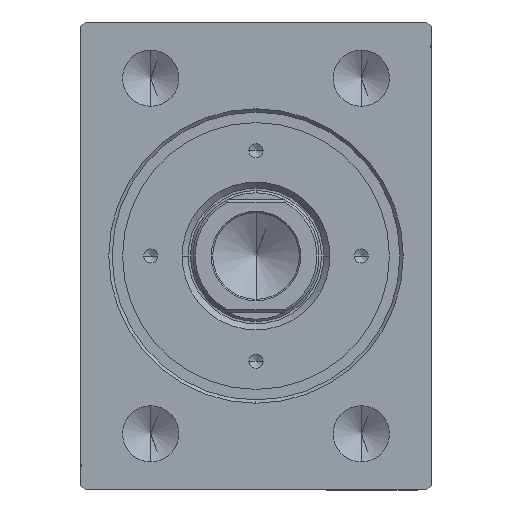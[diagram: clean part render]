
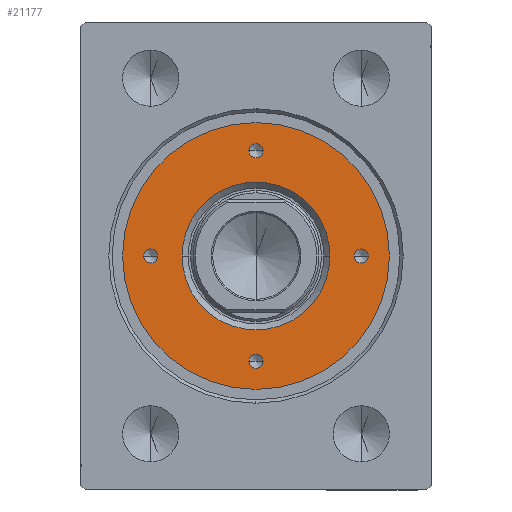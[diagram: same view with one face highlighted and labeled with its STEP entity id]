
A CAD part, left-side view. The second image highlights one B-rep face of the part: STEP entity #21177.
In plain terms, the highlighted face is planar.
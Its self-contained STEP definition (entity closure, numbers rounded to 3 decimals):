
#404 = DIRECTION ( 'NONE',  ( 1., 0., 0. ) ) ;
#688 = CARTESIAN_POINT ( 'NONE',  ( -1.5, -22.5, 83.8 ) ) ;
#993 = CIRCLE ( 'NONE', #5295, 1.5 ) ;
#1049 = CARTESIAN_POINT ( 'NONE',  ( -24., 0., 83.8 ) ) ;
#1305 = FACE_BOUND ( 'NONE', #22322, .T. ) ;
#1390 = EDGE_CURVE ( 'NONE', #40135, #10966, #38516, .T. ) ;
#1947 = AXIS2_PLACEMENT_3D ( 'NONE', #36450, #29780, #2167 ) ;
#2167 = DIRECTION ( 'NONE',  ( 1., 0., 0. ) ) ;
#2180 = CARTESIAN_POINT ( 'NONE',  ( -21., 0., 83.8 ) ) ;
#2191 = EDGE_CURVE ( 'NONE', #2208, #25171, #36396, .T. ) ;
#2208 = VERTEX_POINT ( 'NONE', #17559 ) ;
#3349 = AXIS2_PLACEMENT_3D ( 'NONE', #36290, #42766, #8917 ) ;
#3688 = CARTESIAN_POINT ( 'NONE',  ( 0., 0., 83.8 ) ) ;
#3745 = CARTESIAN_POINT ( 'NONE',  ( 0., 0., 83.8 ) ) ;
#4014 = DIRECTION ( 'NONE',  ( 0., 0., -1. ) ) ;
#4381 = CARTESIAN_POINT ( 'NONE',  ( -22.5, 0., 83.8 ) ) ;
#5289 = CIRCLE ( 'NONE', #16644, 1.5 ) ;
#5295 = AXIS2_PLACEMENT_3D ( 'NONE', #6782, #30617, #10573 ) ;
#5854 = ORIENTED_EDGE ( 'NONE', *, *, #33817, .T. ) ;
#6132 = EDGE_LOOP ( 'NONE', ( #5854, #27240 ) ) ;
#6782 = CARTESIAN_POINT ( 'NONE',  ( -22.5, 0., 83.8 ) ) ;
#6826 = CARTESIAN_POINT ( 'NONE',  ( 28.5, 0., 83.8 ) ) ;
#7538 = DIRECTION ( 'NONE',  ( 0., 0., 1. ) ) ;
#7920 = EDGE_CURVE ( 'NONE', #21889, #10990, #993, .T. ) ;
#8167 = DIRECTION ( 'NONE',  ( 0., 0., -1. ) ) ;
#8220 = FACE_BOUND ( 'NONE', #10339, .T. ) ;
#8917 = DIRECTION ( 'NONE',  ( 1., 0., 0. ) ) ;
#10235 = ORIENTED_EDGE ( 'NONE', *, *, #31728, .F. ) ;
#10339 = EDGE_LOOP ( 'NONE', ( #22979, #21448 ) ) ;
#10383 = CIRCLE ( 'NONE', #15363, 15.8 ) ;
#10573 = DIRECTION ( 'NONE',  ( 1., 0., 0. ) ) ;
#10966 = VERTEX_POINT ( 'NONE', #28235 ) ;
#10990 = VERTEX_POINT ( 'NONE', #1049 ) ;
#11075 = CARTESIAN_POINT ( 'NONE',  ( 0., 0., 83.8 ) ) ;
#12193 = AXIS2_PLACEMENT_3D ( 'NONE', #30253, #34260, #40721 ) ;
#12605 = VERTEX_POINT ( 'NONE', #25611 ) ;
#13692 = ORIENTED_EDGE ( 'NONE', *, *, #37618, .F. ) ;
#14282 = AXIS2_PLACEMENT_3D ( 'NONE', #16331, #29924, #43500 ) ;
#14402 = DIRECTION ( 'NONE',  ( 0., 0., 1. ) ) ;
#15363 = AXIS2_PLACEMENT_3D ( 'NONE', #37862, #4014, #20508 ) ;
#15453 = CIRCLE ( 'NONE', #28243, 1.5 ) ;
#15547 = EDGE_LOOP ( 'NONE', ( #17704, #30376 ) ) ;
#16000 = CIRCLE ( 'NONE', #37356, 1.5 ) ;
#16162 = CARTESIAN_POINT ( 'NONE',  ( -15.8, 0., 83.8 ) ) ;
#16229 = ORIENTED_EDGE ( 'NONE', *, *, #2191, .T. ) ;
#16318 = DIRECTION ( 'NONE',  ( 0., 0., 1. ) ) ;
#16331 = CARTESIAN_POINT ( 'NONE',  ( 0., 22.5, 83.8 ) ) ;
#16644 = AXIS2_PLACEMENT_3D ( 'NONE', #29850, #26726, #43426 ) ;
#16803 = AXIS2_PLACEMENT_3D ( 'NONE', #36819, #16318, #32400 ) ;
#17430 = EDGE_CURVE ( 'NONE', #29928, #42698, #10383, .T. ) ;
#17559 = CARTESIAN_POINT ( 'NONE',  ( -28.5, 0., 83.8 ) ) ;
#17704 = ORIENTED_EDGE ( 'NONE', *, *, #7920, .F. ) ;
#17917 = VERTEX_POINT ( 'NONE', #37262 ) ;
#18156 = AXIS2_PLACEMENT_3D ( 'NONE', #11075, #8167, #21101 ) ;
#18491 = ORIENTED_EDGE ( 'NONE', *, *, #24527, .F. ) ;
#19050 = DIRECTION ( 'NONE',  ( 1., 0., 0. ) ) ;
#19711 = CARTESIAN_POINT ( 'NONE',  ( 15.8, 0., 83.8 ) ) ;
#19995 = EDGE_CURVE ( 'NONE', #27592, #12605, #31094, .T. ) ;
#20508 = DIRECTION ( 'NONE',  ( 1., 0., 0. ) ) ;
#21069 = DIRECTION ( 'NONE',  ( 0., 0., 1. ) ) ;
#21101 = DIRECTION ( 'NONE',  ( 1., 0., 0. ) ) ;
#21177 = ADVANCED_FACE ( 'NONE', ( #31836, #1305, #8220, #21805, #35385, #43803 ), #33553, .T. ) ;
#21448 = ORIENTED_EDGE ( 'NONE', *, *, #19995, .F. ) ;
#21805 = FACE_BOUND ( 'NONE', #37926, .T. ) ;
#21889 = VERTEX_POINT ( 'NONE', #2180 ) ;
#22322 = EDGE_LOOP ( 'NONE', ( #10235, #18491 ) ) ;
#22979 = ORIENTED_EDGE ( 'NONE', *, *, #40463, .F. ) ;
#24427 = DIRECTION ( 'NONE',  ( 1., 0., 0. ) ) ;
#24527 = EDGE_CURVE ( 'NONE', #17917, #41344, #27798, .T. ) ;
#24910 = CARTESIAN_POINT ( 'NONE',  ( 1.5, 22.5, 83.8 ) ) ;
#25171 = VERTEX_POINT ( 'NONE', #6826 ) ;
#25611 = CARTESIAN_POINT ( 'NONE',  ( 24., 0., 83.8 ) ) ;
#26726 = DIRECTION ( 'NONE',  ( 0., 0., 1. ) ) ;
#27240 = ORIENTED_EDGE ( 'NONE', *, *, #17430, .T. ) ;
#27592 = VERTEX_POINT ( 'NONE', #34242 ) ;
#27797 = ORIENTED_EDGE ( 'NONE', *, *, #37402, .T. ) ;
#27798 = CIRCLE ( 'NONE', #14282, 1.5 ) ;
#28181 = CIRCLE ( 'NONE', #39550, 28.5 ) ;
#28235 = CARTESIAN_POINT ( 'NONE',  ( 1.5, -22.5, 83.8 ) ) ;
#28243 = AXIS2_PLACEMENT_3D ( 'NONE', #29724, #43298, #19050 ) ;
#28849 = CIRCLE ( 'NONE', #18156, 15.8 ) ;
#29724 = CARTESIAN_POINT ( 'NONE',  ( 22.5, 0., 83.8 ) ) ;
#29780 = DIRECTION ( 'NONE',  ( 0., 0., 1. ) ) ;
#29850 = CARTESIAN_POINT ( 'NONE',  ( 0., 22.5, 83.8 ) ) ;
#29924 = DIRECTION ( 'NONE',  ( 0., 0., 1. ) ) ;
#29928 = VERTEX_POINT ( 'NONE', #16162 ) ;
#30253 = CARTESIAN_POINT ( 'NONE',  ( 0., -22.5, 83.8 ) ) ;
#30376 = ORIENTED_EDGE ( 'NONE', *, *, #33775, .F. ) ;
#30617 = DIRECTION ( 'NONE',  ( 0., 0., 1. ) ) ;
#31094 = CIRCLE ( 'NONE', #3349, 1.5 ) ;
#31728 = EDGE_CURVE ( 'NONE', #41344, #17917, #5289, .T. ) ;
#31836 = FACE_BOUND ( 'NONE', #15547, .T. ) ;
#32400 = DIRECTION ( 'NONE',  ( 1., 0., 0. ) ) ;
#33535 = AXIS2_PLACEMENT_3D ( 'NONE', #3745, #7538, #404 ) ;
#33553 = PLANE ( 'NONE',  #1947 ) ;
#33775 = EDGE_CURVE ( 'NONE', #10990, #21889, #16000, .T. ) ;
#33817 = EDGE_CURVE ( 'NONE', #42698, #29928, #28849, .T. ) ;
#34242 = CARTESIAN_POINT ( 'NONE',  ( 21., 0., 83.8 ) ) ;
#34260 = DIRECTION ( 'NONE',  ( 0., 0., 1. ) ) ;
#35385 = FACE_BOUND ( 'NONE', #6132, .T. ) ;
#36290 = CARTESIAN_POINT ( 'NONE',  ( 22.5, 0., 83.8 ) ) ;
#36396 = CIRCLE ( 'NONE', #33535, 28.5 ) ;
#36450 = CARTESIAN_POINT ( 'NONE',  ( 0., 0., 83.8 ) ) ;
#36819 = CARTESIAN_POINT ( 'NONE',  ( 0., -22.5, 83.8 ) ) ;
#37262 = CARTESIAN_POINT ( 'NONE',  ( -1.5, 22.5, 83.8 ) ) ;
#37320 = DIRECTION ( 'NONE',  ( 1., 0., 0. ) ) ;
#37356 = AXIS2_PLACEMENT_3D ( 'NONE', #4381, #14402, #24427 ) ;
#37402 = EDGE_CURVE ( 'NONE', #25171, #2208, #28181, .T. ) ;
#37618 = EDGE_CURVE ( 'NONE', #10966, #40135, #43837, .T. ) ;
#37862 = CARTESIAN_POINT ( 'NONE',  ( 0., 0., 83.8 ) ) ;
#37926 = EDGE_LOOP ( 'NONE', ( #13692, #39705 ) ) ;
#38516 = CIRCLE ( 'NONE', #12193, 1.5 ) ;
#39550 = AXIS2_PLACEMENT_3D ( 'NONE', #3688, #21069, #37320 ) ;
#39705 = ORIENTED_EDGE ( 'NONE', *, *, #1390, .F. ) ;
#40135 = VERTEX_POINT ( 'NONE', #688 ) ;
#40463 = EDGE_CURVE ( 'NONE', #12605, #27592, #15453, .T. ) ;
#40721 = DIRECTION ( 'NONE',  ( 1., 0., 0. ) ) ;
#40925 = EDGE_LOOP ( 'NONE', ( #16229, #27797 ) ) ;
#41344 = VERTEX_POINT ( 'NONE', #24910 ) ;
#42698 = VERTEX_POINT ( 'NONE', #19711 ) ;
#42766 = DIRECTION ( 'NONE',  ( 0., 0., 1. ) ) ;
#43298 = DIRECTION ( 'NONE',  ( 0., 0., 1. ) ) ;
#43426 = DIRECTION ( 'NONE',  ( 1., 0., 0. ) ) ;
#43500 = DIRECTION ( 'NONE',  ( 1., 0., 0. ) ) ;
#43803 = FACE_OUTER_BOUND ( 'NONE', #40925, .T. ) ;
#43837 = CIRCLE ( 'NONE', #16803, 1.5 ) ;
